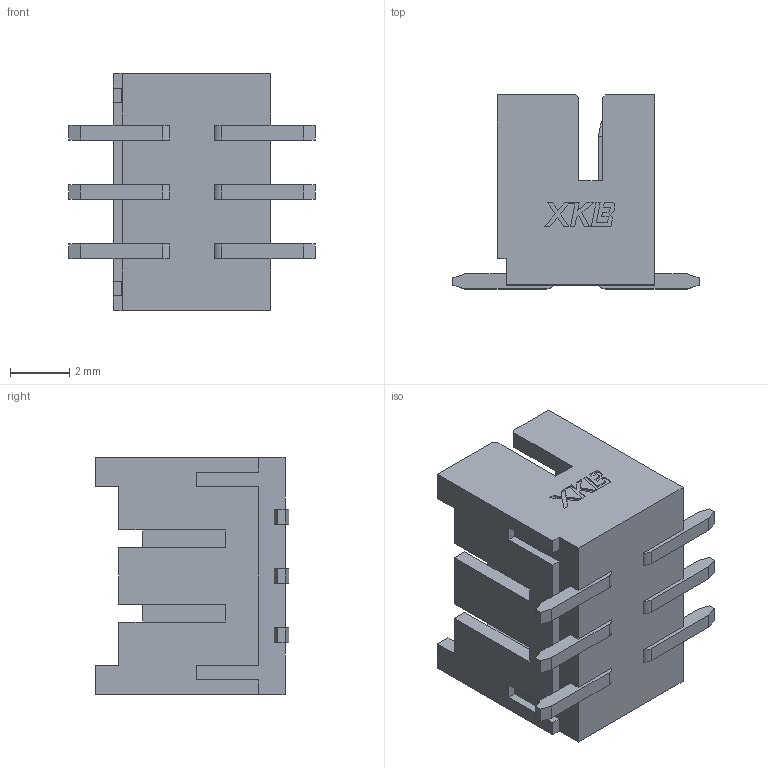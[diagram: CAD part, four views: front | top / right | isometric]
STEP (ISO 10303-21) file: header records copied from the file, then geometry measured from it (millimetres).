
FILE_DESCRIPTION(('STEP AP214'),'1');
FILE_NAME('x2026wvs-2x03-9tsn.stp','2022-04-10T02:02:03',('TraceParts'),('TraceParts S.A.'),'Spatial InterOp 3D',' ',' ');
FILE_SCHEMA(('AUTOMOTIVE_DESIGN { 1 0 10303 214 1 1 1 1 }'));
Length unit declared in the file: millimetre
Products named in the file (1): x2026wvs-2x03-9tsn
Bounding box: 8.3 x 6.53 x 8 mm (x, y, z)
Volume: 121 mm3; surface area: 415.4 mm2
Topology: 1 solids, 1 shells, 206 faces, 567 edges, 370 vertices
Faces by surface type: plane 194, cylinder 12
Entity records: 6418 total; most frequent: CARTESIAN_POINT 1144, ORIENTED_EDGE 1134, DIRECTION 1005, EDGE_CURVE 567, LINE 543, VECTOR 543, VERTEX_POINT 370, AXIS2_PLACEMENT_3D 231
